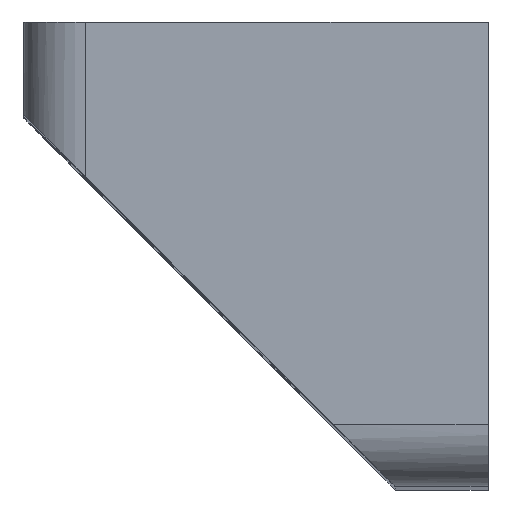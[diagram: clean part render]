
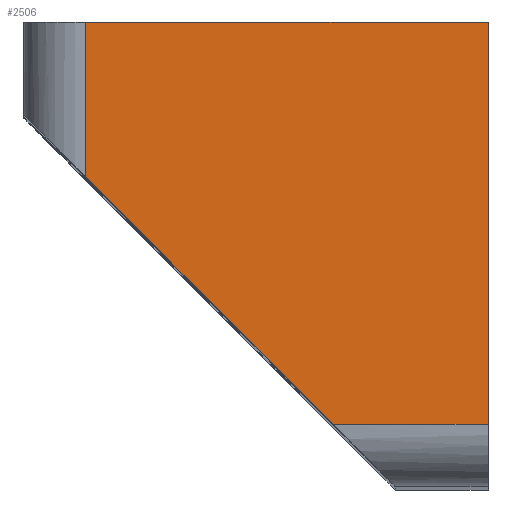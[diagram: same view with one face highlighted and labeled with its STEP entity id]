
A CAD part, top view. The second image highlights one B-rep face of the part: STEP entity #2506.
In plain terms, the highlighted planar face has unit normal (0, 0, 1).
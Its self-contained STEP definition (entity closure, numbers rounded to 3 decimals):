
#2340=CARTESIAN_POINT('',(2.5,-5.5,35.0));
#2341=VERTEX_POINT('',#2340);
#2349=CARTESIAN_POINT('',(-5.5,2.5,35.0));
#2350=VERTEX_POINT('',#2349);
#2351=CARTESIAN_POINT('',(-5.5,2.5,35.0));
#2352=DIRECTION('',(0.707,-0.707,0.0));
#2353=VECTOR('',#2352,11.314);
#2354=LINE('',#2351,#2353);
#2355=EDGE_CURVE('',#2350,#2341,#2354,.T.);
#2457=CARTESIAN_POINT('',(7.5,-5.5,35.0));
#2458=VERTEX_POINT('',#2457);
#2466=CARTESIAN_POINT('',(7.5,-5.5,35.0));
#2467=DIRECTION('',(-1.0,0.0,0.0));
#2468=VECTOR('',#2467,5.0);
#2469=LINE('',#2466,#2468);
#2470=EDGE_CURVE('',#2458,#2341,#2469,.T.);
#2475=CARTESIAN_POINT('',(0.,0.,35.0));
#2476=DIRECTION('',(0.0,0.0,1.0));
#2477=DIRECTION('',(1.0,0.0,0.0));
#2478=AXIS2_PLACEMENT_3D('',#2475,#2476,#2477);
#2479=PLANE('',#2478);
#2480=ORIENTED_EDGE('',*,*,#2470,.F.);
#2481=CARTESIAN_POINT('',(7.5,7.5,35.0));
#2482=VERTEX_POINT('',#2481);
#2483=CARTESIAN_POINT('',(7.5,7.5,35.0));
#2484=DIRECTION('',(0.0,-1.0,0.0));
#2485=VECTOR('',#2484,13.);
#2486=LINE('',#2483,#2485);
#2487=EDGE_CURVE('',#2482,#2458,#2486,.T.);
#2488=ORIENTED_EDGE('',*,*,#2487,.F.);
#2489=CARTESIAN_POINT('',(-5.5,7.5,35.0));
#2490=VERTEX_POINT('',#2489);
#2491=CARTESIAN_POINT('',(-5.5,7.5,35.0));
#2492=DIRECTION('',(1.0,0.0,0.0));
#2493=VECTOR('',#2492,13.0);
#2494=LINE('',#2491,#2493);
#2495=EDGE_CURVE('',#2490,#2482,#2494,.T.);
#2496=ORIENTED_EDGE('',*,*,#2495,.F.);
#2497=CARTESIAN_POINT('',(-5.5,2.5,35.0));
#2498=DIRECTION('',(0.0,1.0,0.0));
#2499=VECTOR('',#2498,5.0);
#2500=LINE('',#2497,#2499);
#2501=EDGE_CURVE('',#2350,#2490,#2500,.T.);
#2502=ORIENTED_EDGE('',*,*,#2501,.F.);
#2503=ORIENTED_EDGE('',*,*,#2355,.T.);
#2504=EDGE_LOOP('',(#2480,#2488,#2496,#2502,#2503));
#2505=FACE_OUTER_BOUND('',#2504,.T.);
#2506=ADVANCED_FACE('',(#2505),#2479,.T.);
